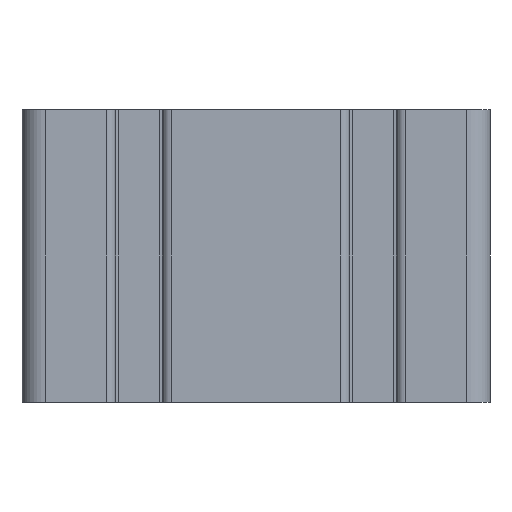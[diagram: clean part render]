
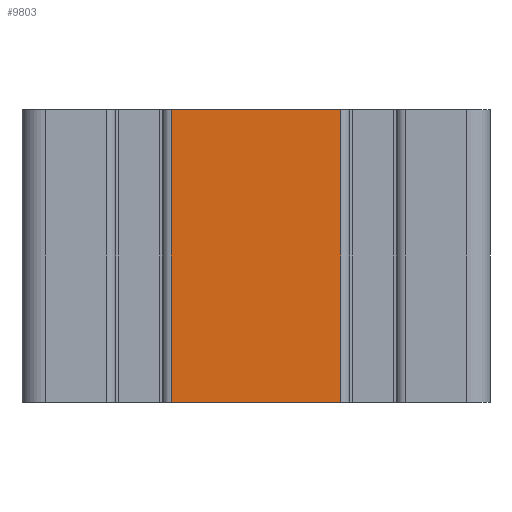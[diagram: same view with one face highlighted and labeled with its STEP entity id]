
A CAD part, front view. The second image highlights one B-rep face of the part: STEP entity #9803.
In plain terms, the highlighted planar face has unit normal (0, -1, 0).
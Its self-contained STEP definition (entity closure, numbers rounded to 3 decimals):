
#531 = ORIENTED_EDGE ( 'NONE', *, *, #6356, .F. ) ;
#541 = EDGE_CURVE ( 'NONE', #5406, #8142, #9011, .T. ) ;
#975 = LINE ( 'NONE', #9590, #10418 ) ;
#1543 = LINE ( 'NONE', #4220, #10069 ) ;
#1692 = DIRECTION ( 'NONE',  ( 1., 0., 0. ) ) ;
#1723 = CARTESIAN_POINT ( 'NONE',  ( 14.5, -40., 25. ) ) ;
#1774 = DIRECTION ( 'NONE',  ( -1., 0., 0. ) ) ;
#1794 = CARTESIAN_POINT ( 'NONE',  ( 14.5, -40., -25. ) ) ;
#2430 = ORIENTED_EDGE ( 'NONE', *, *, #9462, .T. ) ;
#2468 = FACE_OUTER_BOUND ( 'NONE', #11151, .T. ) ;
#3430 = DIRECTION ( 'NONE',  ( 0., 0., -1. ) ) ;
#3583 = ORIENTED_EDGE ( 'NONE', *, *, #541, .T. ) ;
#4220 = CARTESIAN_POINT ( 'NONE',  ( 14.5, -40., 25. ) ) ;
#5406 = VERTEX_POINT ( 'NONE', #7980 ) ;
#6012 = CARTESIAN_POINT ( 'NONE',  ( 14.5, -40., -25. ) ) ;
#6096 = VERTEX_POINT ( 'NONE', #7057 ) ;
#6155 = EDGE_CURVE ( 'NONE', #6096, #6473, #975, .T. ) ;
#6229 = LINE ( 'NONE', #1794, #10740 ) ;
#6356 = EDGE_CURVE ( 'NONE', #5406, #6096, #1543, .T. ) ;
#6406 = CARTESIAN_POINT ( 'NONE',  ( -14.5, -40., 25. ) ) ;
#6473 = VERTEX_POINT ( 'NONE', #6012 ) ;
#6654 = DIRECTION ( 'NONE',  ( 1., 0., 0. ) ) ;
#7057 = CARTESIAN_POINT ( 'NONE',  ( 14.5, -40., 25. ) ) ;
#7980 = CARTESIAN_POINT ( 'NONE',  ( -14.5, -40., 25. ) ) ;
#8142 = VERTEX_POINT ( 'NONE', #10427 ) ;
#8152 = ORIENTED_EDGE ( 'NONE', *, *, #6155, .F. ) ;
#8656 = PLANE ( 'NONE',  #9464 ) ;
#9011 = LINE ( 'NONE', #6406, #11012 ) ;
#9462 = EDGE_CURVE ( 'NONE', #8142, #6473, #6229, .T. ) ;
#9464 = AXIS2_PLACEMENT_3D ( 'NONE', #1723, #9489, #1774 ) ;
#9489 = DIRECTION ( 'NONE',  ( 0., 1., 0. ) ) ;
#9590 = CARTESIAN_POINT ( 'NONE',  ( 14.5, -40., 25. ) ) ;
#9803 = ADVANCED_FACE ( 'NONE', ( #2468 ), #8656, .F. ) ;
#10069 = VECTOR ( 'NONE', #6654, 1000. ) ;
#10418 = VECTOR ( 'NONE', #3430, 1000. ) ;
#10427 = CARTESIAN_POINT ( 'NONE',  ( -14.5, -40., -25. ) ) ;
#10712 = DIRECTION ( 'NONE',  ( 0., 0., -1. ) ) ;
#10740 = VECTOR ( 'NONE', #1692, 1000. ) ;
#11012 = VECTOR ( 'NONE', #10712, 1000. ) ;
#11151 = EDGE_LOOP ( 'NONE', ( #2430, #8152, #531, #3583 ) ) ;
